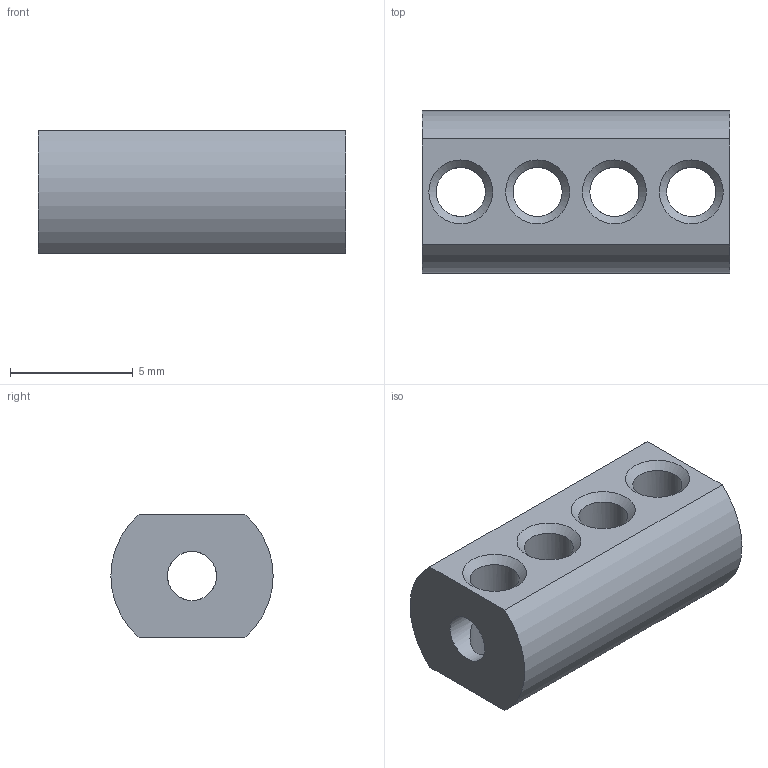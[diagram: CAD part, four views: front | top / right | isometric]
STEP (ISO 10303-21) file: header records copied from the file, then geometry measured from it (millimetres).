
FILE_DESCRIPTION(('FreeCAD Model'),'2;1');
FILE_NAME('Open CASCADE Shape Model','2024-10-26T21:18:32',(''),(''), 'Open CASCADE STEP processor 7.7','FreeCAD','Unknown');
FILE_SCHEMA(('AUTOMOTIVE_DESIGN { 1 0 10303 214 1 1 1 1 }'));
Length unit declared in the file: millimetre
Products named in the file (1): STEMFIE Construction Standard - Template - Shaft - Indexing BU01x6.6mm 
- SCS-TPL-0015 (stemfie.org)
Bounding box: 12.5 x 6.6 x 5 mm (x, y, z)
Volume: 285.4 mm3; surface area: 409.4 mm2
Topology: 1 solids, 1 shells, 27 faces, 83 edges, 50 vertices
Faces by surface type: cylinder 15, cone 8, plane 4
Full cylindrical faces by diameter (mm): 2 x13
Entity records: 1001 total; most frequent: DIRECTION 193, ORIENTED_EDGE 166, CARTESIAN_POINT 161, EDGE_CURVE 83, AXIS2_PLACEMENT_3D 82, VERTEX_POINT 50, FACE_BOUND 37, EDGE_LOOP 37
